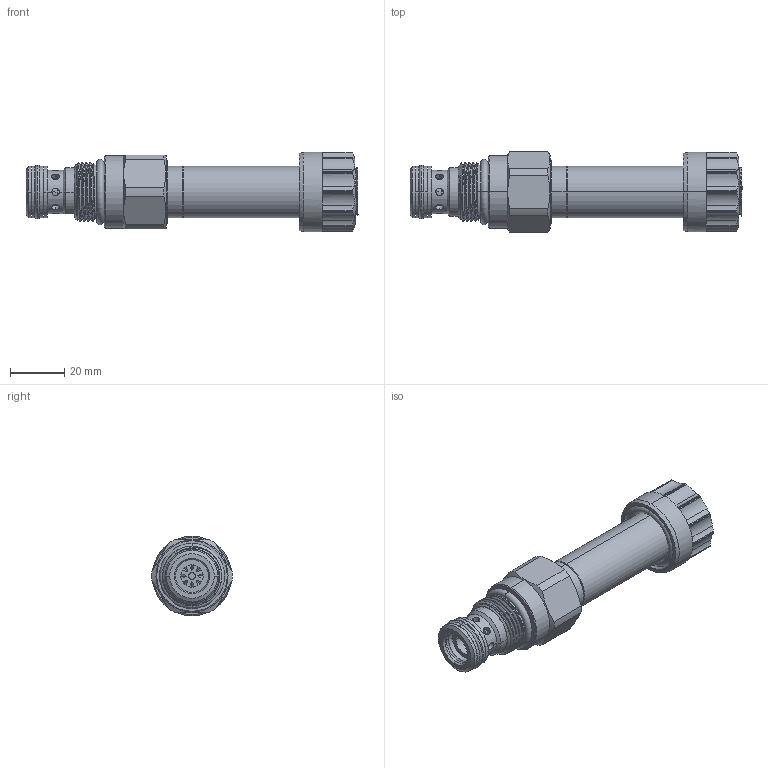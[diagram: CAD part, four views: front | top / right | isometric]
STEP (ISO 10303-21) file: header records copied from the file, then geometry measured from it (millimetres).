
FILE_DESCRIPTION (( 'STEP AP203' ), '1' );
FILE_NAME ('PFH22M2D-N.STEP', '2016-07-26T07:59:23', ( '' ), ( '' ), 'SwSTEP 2.0', 'SolidWorks 2012', '' );
FILE_SCHEMA (( 'CONFIG_CONTROL_DESIGN' ));
Length unit declared in the file: millimetre
Products named in the file (1): PFH22M2D-N
Bounding box: 121.97 x 29.58 x 29.2 mm (x, y, z)
Volume: 46622.2 mm3; surface area: 18302.8 mm2
Topology: 7 solids, 7 shells, 383 faces, 1034 edges, 660 vertices
Faces by surface type: cylinder 165, plane 117, cone 69, torus 18, bspline 14
Entity records: 16206 total; most frequent: CARTESIAN_POINT 6736, ORIENTED_EDGE 2068, DIRECTION 1870, EDGE_CURVE 1034, AXIS2_PLACEMENT_3D 709, VERTEX_POINT 660, VECTOR 452, LINE 452
